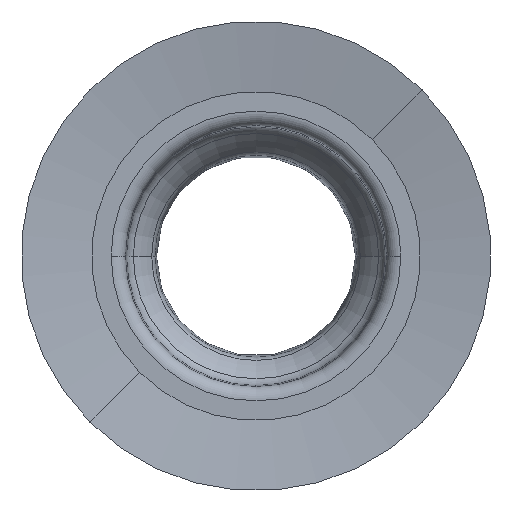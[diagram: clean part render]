
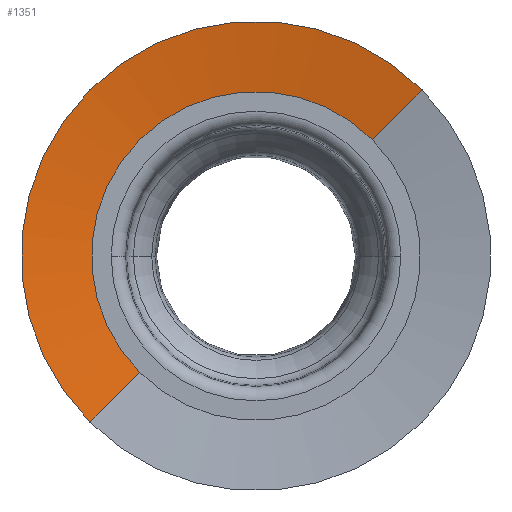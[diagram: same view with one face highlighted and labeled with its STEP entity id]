
A CAD part, top view. The second image highlights one B-rep face of the part: STEP entity #1351.
In plain terms, the highlighted conical face has half-angle 81.283 degrees and reference radius 4.25 mm.
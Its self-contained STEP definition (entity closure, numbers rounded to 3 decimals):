
#22=CARTESIAN_POINT('',(0.,0.,-0.23));
#23=DIRECTION('',(0.,0.,1.));
#24=DIRECTION('',(0.707,0.707,0.));
#25=AXIS2_PLACEMENT_3D('',#22,#23,#24);
#196=CARTESIAN_POINT('',(0.,0.,
0.));
#197=DIRECTION('',(0.,0.,-1.));
#198=DIRECTION('',(-0.707,-0.707,0.));
#199=AXIS2_PLACEMENT_3D('',#196,#197,#198);
#201=DIRECTION('',(0.699,0.699,0.152));
#202=VECTOR('',#201,1.518);
#203=CARTESIAN_POINT('',(2.475,2.475,-0.23));
#204=LINE('',#203,#202);
#205=DIRECTION('',(-0.699,-0.699,0.152));
#206=VECTOR('',#205,1.518);
#207=CARTESIAN_POINT('',(-2.475,-2.475,-0.23));
#208=LINE('',#207,#206);
#769=CARTESIAN_POINT('',(-2.475,-2.475,-0.23));
#770=CARTESIAN_POINT('',(2.475,2.475,-0.23));
#771=VERTEX_POINT('',#769);
#772=VERTEX_POINT('',#770);
#777=CARTESIAN_POINT('',(3.536,3.536,0.));
#778=CARTESIAN_POINT('',(-3.536,-3.536,
0.));
#779=VERTEX_POINT('',#777);
#780=VERTEX_POINT('',#778);
#1340=CARTESIAN_POINT('',(0.,0.,
-0.115));
#1341=DIRECTION('',(0.,0.,1.));
#1342=DIRECTION('',(-0.707,-0.707,0.));
#1343=AXIS2_PLACEMENT_3D('',#1340,#1341,#1342);
#1344=CONICAL_SURFACE('',#1343,4.25,81.283);
#1345=ORIENTED_EDGE('',*,*,#1300,.T.);
#1346=ORIENTED_EDGE('',*,*,#861,.F.);
#1347=ORIENTED_EDGE('',*,*,#828,.T.);
#1348=ORIENTED_EDGE('',*,*,#858,.T.);
#1349=EDGE_LOOP('',(#1345,#1346,#1347,#1348));
#1350=FACE_OUTER_BOUND('',#1349,.F.);
#26=CIRCLE('',#25,3.5);
#200=CIRCLE('',#199,5.);
#828=EDGE_CURVE('',#772,#771,#26,.T.);
#858=EDGE_CURVE('',#771,#780,#208,.T.);
#861=EDGE_CURVE('',#772,#779,#204,.T.);
#1300=EDGE_CURVE('',#780,#779,#200,.T.);
#1351=ADVANCED_FACE('',(#1350),#1344,.F.);
